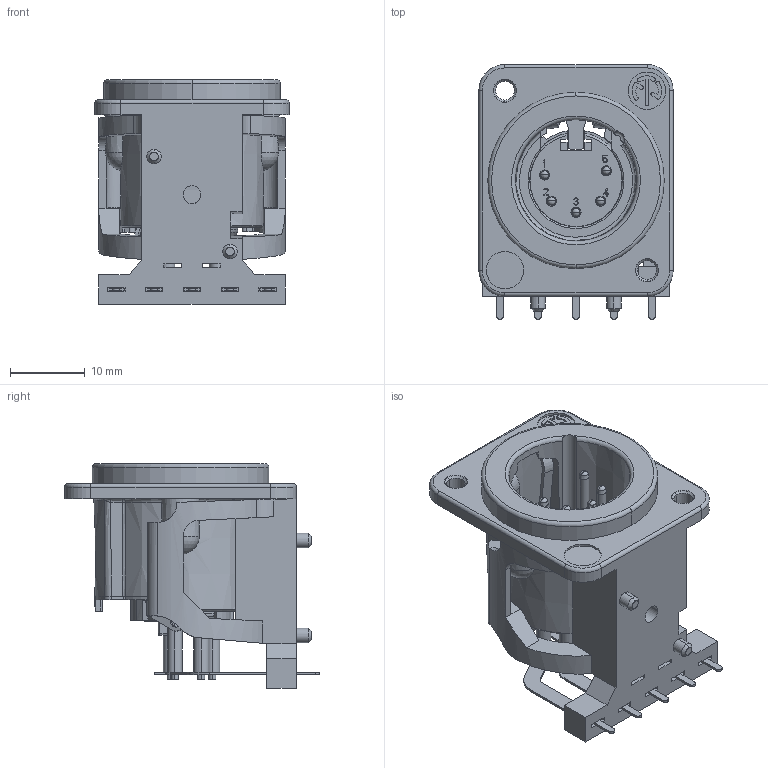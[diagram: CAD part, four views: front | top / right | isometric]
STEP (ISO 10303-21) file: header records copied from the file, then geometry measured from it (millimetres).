
FILE_DESCRIPTION((''),'2;1');
FILE_NAME('NC5MDM3-H-1','2021-02-24T09:39:11',('phk'),(''),'CREO PARAMETRIC BY PTC INC, 2019080','CREO PARAMETRIC BY PTC INC, 2019080','');
FILE_SCHEMA(('CONFIG_CONTROL_DESIGN'));
Length unit declared in the file: millimetre
Products named in the file (1): NC5MDM3-H-1
Bounding box: 26 x 34.05 x 30.1 mm (x, y, z)
Volume: 6774.8 mm3; surface area: 7910.1 mm2
Topology: 1 solids, 13 shells, 1307 faces, 3672 edges, 2390 vertices
Faces by surface type: plane 880, cylinder 274, bspline 61, cone 44, torus 25, sphere 23
Entity records: 44603 total; most frequent: CARTESIAN_POINT 11358, ORIENTED_EDGE 7280, DIRECTION 6342, EDGE_CURVE 3658, VECTOR 2630, LINE 2630, VERTEX_POINT 2390, AXIS2_PLACEMENT_3D 1856
